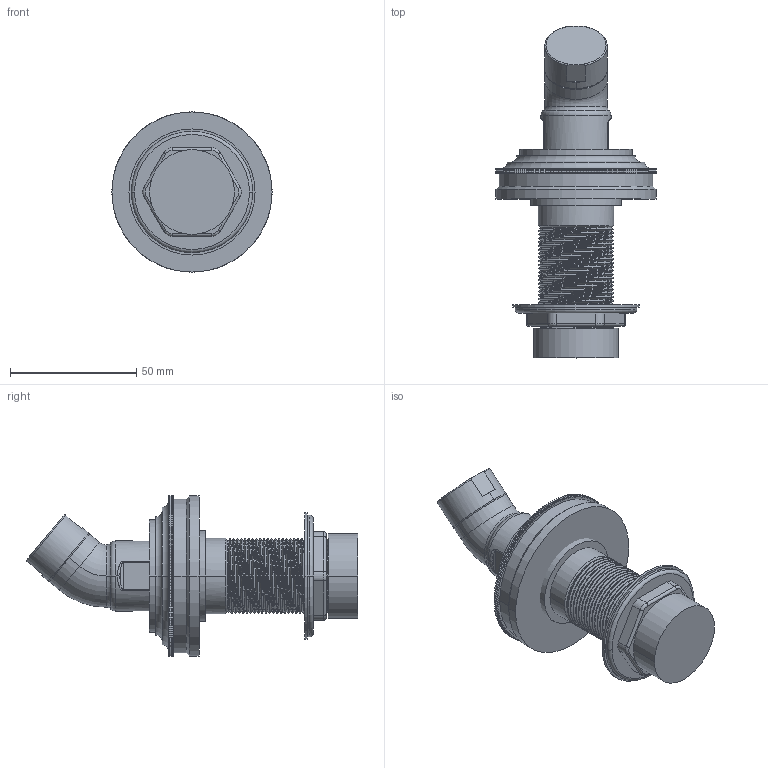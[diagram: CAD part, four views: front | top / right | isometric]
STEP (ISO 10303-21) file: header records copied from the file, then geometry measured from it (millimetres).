
FILE_DESCRIPTION((''),'2;1');
FILE_NAME('289-2_WEB','2010-11-18T',('project'),(''),'PRO/ENGINEER BY PARAMETRIC TECHNOLOGY CORPORATION, 2009300','PRO/ENGINEER BY PARAMETRIC TECHNOLOGY CORPORATION, 2009300','');
FILE_SCHEMA(('CONFIG_CONTROL_DESIGN'));
Length unit declared in the file: inch
Products named in the file (1): 289-2_WEB
Bounding box: 63.5 x 131.62 x 63.5 mm (x, y, z)
Surface area: 43310.3 mm2 (no closed solid volume)
Topology: 0 solids, 14 shells, 739 faces, 2129 edges, 1405 vertices
Faces by surface type: plane 389, cylinder 294, bspline 29, torus 22, cone 5
Entity records: 34633 total; most frequent: CARTESIAN_POINT 15320, ORIENTED_EDGE 4160, DIRECTION 3847, EDGE_CURVE 2129, VECTOR 1435, LINE 1435, VERTEX_POINT 1405, AXIS2_PLACEMENT_3D 1206
